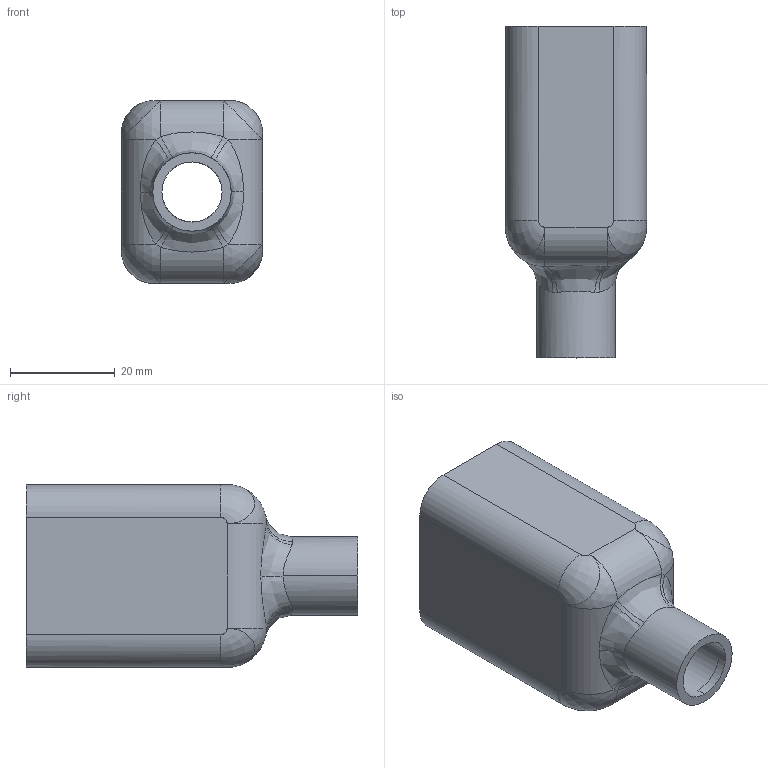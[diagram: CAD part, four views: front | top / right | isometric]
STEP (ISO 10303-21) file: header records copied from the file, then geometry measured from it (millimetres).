
FILE_DESCRIPTION (( 'STEP AP214' ), '1' );
FILE_NAME ('ACACC-IB3-LC_3D.step', '2023-10-17T07:18:09', ( '' ), ( '' ), 'SwSTEP 2.0', 'SolidWorks 2022', '' );
FILE_SCHEMA (( 'AUTOMOTIVE_DESIGN' ));
Length unit declared in the file: millimetre
Products named in the file (1): ACACC-IB3-LC_3D
Bounding box: 27 x 63.5 x 35 mm (x, y, z)
Volume: 10323.1 mm3; surface area: 12057.6 mm2
Topology: 1 solids, 1 shells, 67 faces, 170 edges, 97 vertices
Faces by surface type: bspline 28, cylinder 21, plane 10, sphere 8
Entity records: 4477 total; most frequent: CARTESIAN_POINT 3107, ORIENTED_EDGE 324, DIRECTION 213, EDGE_CURVE 162, VERTEX_POINT 97, AXIS2_PLACEMENT_3D 87, B_SPLINE_CURVE_WITH_KNOTS 72, EDGE_LOOP 69
